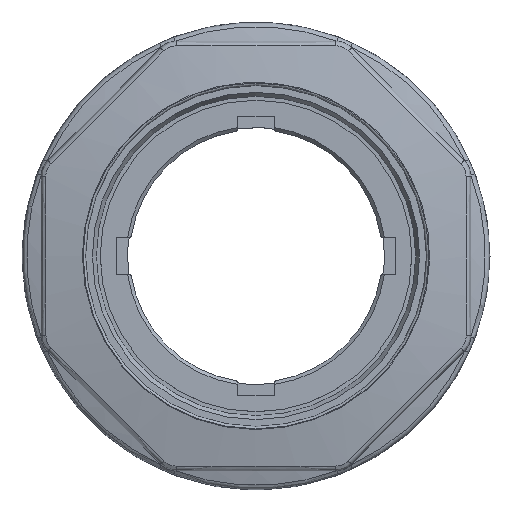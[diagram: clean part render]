
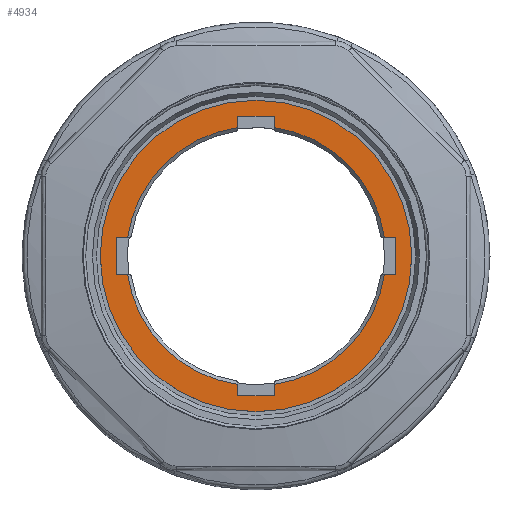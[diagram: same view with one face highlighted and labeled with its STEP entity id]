
A CAD part, top view. The second image highlights one B-rep face of the part: STEP entity #4934.
In plain terms, the highlighted planar face has unit normal (0, 0, 1).
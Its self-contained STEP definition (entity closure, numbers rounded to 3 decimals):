
#152=PLANE('',#6032);
#303=CIRCLE('',#6017,13.8);
#305=CIRCLE('',#6020,0.2);
#306=CIRCLE('',#6021,0.2);
#307=CIRCLE('',#6022,11.5);
#308=CIRCLE('',#6023,0.2);
#309=CIRCLE('',#6024,0.2);
#310=CIRCLE('',#6025,11.5);
#311=CIRCLE('',#6026,0.2);
#312=CIRCLE('',#6027,0.2);
#313=CIRCLE('',#6028,11.5);
#314=CIRCLE('',#6029,0.2);
#315=CIRCLE('',#6030,0.2);
#316=CIRCLE('',#6031,11.5);
#1072=EDGE_LOOP('',(#1830,#1831,#1832,#1833,#1834,#1835,#1836,#1837,#1838,
#1839,#1840,#1841,#1842,#1843,#1844,#1845,#1846,#1847,#1848,#1849,#1850,
#1851,#1852,#1853));
#1073=EDGE_LOOP('',(#1854));
#1830=ORIENTED_EDGE('',*,*,#3626,.F.);
#1831=ORIENTED_EDGE('',*,*,#3627,.T.);
#1832=ORIENTED_EDGE('',*,*,#3628,.F.);
#1833=ORIENTED_EDGE('',*,*,#3629,.T.);
#1834=ORIENTED_EDGE('',*,*,#3630,.F.);
#1835=ORIENTED_EDGE('',*,*,#3631,.T.);
#1836=ORIENTED_EDGE('',*,*,#3632,.F.);
#1837=ORIENTED_EDGE('',*,*,#3633,.T.);
#1838=ORIENTED_EDGE('',*,*,#3634,.F.);
#1839=ORIENTED_EDGE('',*,*,#3635,.T.);
#1840=ORIENTED_EDGE('',*,*,#3636,.F.);
#1841=ORIENTED_EDGE('',*,*,#3637,.T.);
#1842=ORIENTED_EDGE('',*,*,#3638,.F.);
#1843=ORIENTED_EDGE('',*,*,#3639,.T.);
#1844=ORIENTED_EDGE('',*,*,#3640,.F.);
#1845=ORIENTED_EDGE('',*,*,#3641,.T.);
#1846=ORIENTED_EDGE('',*,*,#3642,.F.);
#1847=ORIENTED_EDGE('',*,*,#3643,.T.);
#1848=ORIENTED_EDGE('',*,*,#3644,.F.);
#1849=ORIENTED_EDGE('',*,*,#3645,.T.);
#1850=ORIENTED_EDGE('',*,*,#3646,.F.);
#1851=ORIENTED_EDGE('',*,*,#3647,.T.);
#1852=ORIENTED_EDGE('',*,*,#3648,.F.);
#1853=ORIENTED_EDGE('',*,*,#3649,.T.);
#1854=ORIENTED_EDGE('',*,*,#3624,.F.);
#3624=EDGE_CURVE('',#5445,#5445,#303,.T.);
#3626=EDGE_CURVE('',#5447,#5448,#4527,.T.);
#3627=EDGE_CURVE('',#5447,#5449,#305,.T.);
#3628=EDGE_CURVE('',#5450,#5449,#4528,.T.);
#3629=EDGE_CURVE('',#5450,#5451,#306,.T.);
#3630=EDGE_CURVE('',#5452,#5451,#4529,.T.);
#3631=EDGE_CURVE('',#5452,#5453,#307,.T.);
#3632=EDGE_CURVE('',#5454,#5453,#4530,.T.);
#3633=EDGE_CURVE('',#5454,#5455,#308,.T.);
#3634=EDGE_CURVE('',#5456,#5455,#4531,.T.);
#3635=EDGE_CURVE('',#5456,#5457,#309,.T.);
#3636=EDGE_CURVE('',#5458,#5457,#4532,.T.);
#3637=EDGE_CURVE('',#5458,#5459,#310,.T.);
#3638=EDGE_CURVE('',#5460,#5459,#4533,.T.);
#3639=EDGE_CURVE('',#5460,#5461,#311,.T.);
#3640=EDGE_CURVE('',#5462,#5461,#4534,.T.);
#3641=EDGE_CURVE('',#5462,#5463,#312,.T.);
#3642=EDGE_CURVE('',#5464,#5463,#4535,.T.);
#3643=EDGE_CURVE('',#5464,#5465,#313,.T.);
#3644=EDGE_CURVE('',#5466,#5465,#4536,.T.);
#3645=EDGE_CURVE('',#5466,#5467,#314,.T.);
#3646=EDGE_CURVE('',#5468,#5467,#4537,.T.);
#3647=EDGE_CURVE('',#5468,#5469,#315,.T.);
#3648=EDGE_CURVE('',#5470,#5469,#4538,.T.);
#3649=EDGE_CURVE('',#5470,#5448,#316,.T.);
#4527=LINE('',#8286,#4720);
#4528=LINE('',#8291,#4721);
#4529=LINE('',#8295,#4722);
#4530=LINE('',#8299,#4723);
#4531=LINE('',#8303,#4724);
#4532=LINE('',#8307,#4725);
#4533=LINE('',#8311,#4726);
#4534=LINE('',#8315,#4727);
#4535=LINE('',#8319,#4728);
#4536=LINE('',#8323,#4729);
#4537=LINE('',#8327,#4730);
#4538=LINE('',#8331,#4731);
#4720=VECTOR('',#6687,1.);
#4721=VECTOR('',#6690,1.);
#4722=VECTOR('',#6693,1.);
#4723=VECTOR('',#6696,1.);
#4724=VECTOR('',#6699,1.);
#4725=VECTOR('',#6702,1.);
#4726=VECTOR('',#6705,1.);
#4727=VECTOR('',#6708,1.);
#4728=VECTOR('',#6711,1.);
#4729=VECTOR('',#6714,1.);
#4730=VECTOR('',#6717,1.);
#4731=VECTOR('',#6720,1.);
#4934=ADVANCED_FACE('',(#5371,#5372),#152,.T.);
#5371=FACE_BOUND('',#1072,.T.);
#5372=FACE_BOUND('',#1073,.T.);
#5445=VERTEX_POINT('',#8282);
#5447=VERTEX_POINT('',#8287);
#5448=VERTEX_POINT('',#8288);
#5449=VERTEX_POINT('',#8290);
#5450=VERTEX_POINT('',#8292);
#5451=VERTEX_POINT('',#8294);
#5452=VERTEX_POINT('',#8296);
#5453=VERTEX_POINT('',#8298);
#5454=VERTEX_POINT('',#8300);
#5455=VERTEX_POINT('',#8302);
#5456=VERTEX_POINT('',#8304);
#5457=VERTEX_POINT('',#8306);
#5458=VERTEX_POINT('',#8308);
#5459=VERTEX_POINT('',#8310);
#5460=VERTEX_POINT('',#8312);
#5461=VERTEX_POINT('',#8314);
#5462=VERTEX_POINT('',#8316);
#5463=VERTEX_POINT('',#8318);
#5464=VERTEX_POINT('',#8320);
#5465=VERTEX_POINT('',#8322);
#5466=VERTEX_POINT('',#8324);
#5467=VERTEX_POINT('',#8326);
#5468=VERTEX_POINT('',#8328);
#5469=VERTEX_POINT('',#8330);
#5470=VERTEX_POINT('',#8332);
#6017=AXIS2_PLACEMENT_3D('',#8281,#6681,#6682);
#6020=AXIS2_PLACEMENT_3D('',#8289,#6688,#6689);
#6021=AXIS2_PLACEMENT_3D('',#8293,#6691,#6692);
#6022=AXIS2_PLACEMENT_3D('',#8297,#6694,#6695);
#6023=AXIS2_PLACEMENT_3D('',#8301,#6697,#6698);
#6024=AXIS2_PLACEMENT_3D('',#8305,#6700,#6701);
#6025=AXIS2_PLACEMENT_3D('',#8309,#6703,#6704);
#6026=AXIS2_PLACEMENT_3D('',#8313,#6706,#6707);
#6027=AXIS2_PLACEMENT_3D('',#8317,#6709,#6710);
#6028=AXIS2_PLACEMENT_3D('',#8321,#6712,#6713);
#6029=AXIS2_PLACEMENT_3D('',#8325,#6715,#6716);
#6030=AXIS2_PLACEMENT_3D('',#8329,#6718,#6719);
#6031=AXIS2_PLACEMENT_3D('',#8333,#6721,#6722);
#6032=AXIS2_PLACEMENT_3D('',#8334,#6723,#6724);
#6681=DIRECTION('',(0.,0.,-1.));
#6682=DIRECTION('',(1.,0.,0.));
#6687=DIRECTION('',(0.,1.,0.));
#6688=DIRECTION('',(0.,0.,-1.));
#6689=DIRECTION('',(-1.,0.,0.));
#6690=DIRECTION('',(1.,0.,0.));
#6691=DIRECTION('',(0.,0.,-1.));
#6692=DIRECTION('',(-1.,0.,0.));
#6693=DIRECTION('',(0.,-1.,0.));
#6694=DIRECTION('',(0.,0.,-1.));
#6695=DIRECTION('',(-1.,0.,0.));
#6696=DIRECTION('',(1.,0.,0.));
#6697=DIRECTION('',(0.,0.,-1.));
#6698=DIRECTION('',(-1.,0.,0.));
#6699=DIRECTION('',(0.,-1.,0.));
#6700=DIRECTION('',(0.,0.,-1.));
#6701=DIRECTION('',(-1.,0.,0.));
#6702=DIRECTION('',(-1.,0.,0.));
#6703=DIRECTION('',(0.,0.,-1.));
#6704=DIRECTION('',(-1.,0.,0.));
#6705=DIRECTION('',(0.,-1.,0.));
#6706=DIRECTION('',(0.,0.,-1.));
#6707=DIRECTION('',(-1.,0.,0.));
#6708=DIRECTION('',(-1.,0.,0.));
#6709=DIRECTION('',(0.,0.,-1.));
#6710=DIRECTION('',(-1.,0.,0.));
#6711=DIRECTION('',(0.,1.,0.));
#6712=DIRECTION('',(0.,0.,-1.));
#6713=DIRECTION('',(-1.,0.,0.));
#6714=DIRECTION('',(-1.,0.,0.));
#6715=DIRECTION('',(0.,0.,-1.));
#6716=DIRECTION('',(-1.,0.,0.));
#6717=DIRECTION('',(0.,1.,0.));
#6718=DIRECTION('',(0.,0.,-1.));
#6719=DIRECTION('',(-1.,0.,0.));
#6720=DIRECTION('',(1.,0.,0.));
#6721=DIRECTION('',(0.,0.,-1.));
#6722=DIRECTION('',(-1.,0.,0.));
#6723=DIRECTION('',(0.,0.,1.));
#6724=DIRECTION('',(-1.,0.,0.));
#8281=CARTESIAN_POINT('',(9.6,0.,0.45));
#8282=CARTESIAN_POINT('',(23.4,0.,0.45));
#8286=CARTESIAN_POINT('',(11.25,-12.4,0.45));
#8287=CARTESIAN_POINT('',(11.25,-12.2,0.45));
#8288=CARTESIAN_POINT('',(11.25,-11.381,0.45));
#8289=CARTESIAN_POINT('',(11.05,-12.2,0.45));
#8290=CARTESIAN_POINT('',(11.05,-12.4,0.45));
#8291=CARTESIAN_POINT('',(7.95,-12.4,0.45));
#8292=CARTESIAN_POINT('',(8.15,-12.4,0.45));
#8293=CARTESIAN_POINT('',(8.15,-12.2,0.45));
#8294=CARTESIAN_POINT('',(7.95,-12.2,0.45));
#8295=CARTESIAN_POINT('',(7.95,-5.,0.45));
#8296=CARTESIAN_POINT('',(7.95,-11.381,0.45));
#8297=CARTESIAN_POINT('',(9.6,0.,0.45));
#8298=CARTESIAN_POINT('',(-1.781,-1.65,0.45));
#8299=CARTESIAN_POINT('',(-2.8,-1.65,0.45));
#8300=CARTESIAN_POINT('',(-2.6,-1.65,0.45));
#8301=CARTESIAN_POINT('',(-2.6,-1.45,0.45));
#8302=CARTESIAN_POINT('',(-2.8,-1.45,0.45));
#8303=CARTESIAN_POINT('',(-2.8,1.65,0.45));
#8304=CARTESIAN_POINT('',(-2.8,1.45,0.45));
#8305=CARTESIAN_POINT('',(-2.6,1.45,0.45));
#8306=CARTESIAN_POINT('',(-2.6,1.65,0.45));
#8307=CARTESIAN_POINT('',(4.6,1.65,0.45));
#8308=CARTESIAN_POINT('',(-1.781,1.65,0.45));
#8309=CARTESIAN_POINT('',(9.6,0.,0.45));
#8310=CARTESIAN_POINT('',(7.95,11.381,0.45));
#8311=CARTESIAN_POINT('',(7.95,12.4,0.45));
#8312=CARTESIAN_POINT('',(7.95,12.2,0.45));
#8313=CARTESIAN_POINT('',(8.15,12.2,0.45));
#8314=CARTESIAN_POINT('',(8.15,12.4,0.45));
#8315=CARTESIAN_POINT('',(11.25,12.4,0.45));
#8316=CARTESIAN_POINT('',(11.05,12.4,0.45));
#8317=CARTESIAN_POINT('',(11.05,12.2,0.45));
#8318=CARTESIAN_POINT('',(11.25,12.2,0.45));
#8319=CARTESIAN_POINT('',(11.25,5.,0.45));
#8320=CARTESIAN_POINT('',(11.25,11.381,0.45));
#8321=CARTESIAN_POINT('',(9.6,0.,0.45));
#8322=CARTESIAN_POINT('',(20.981,1.65,0.45));
#8323=CARTESIAN_POINT('',(22.,1.65,0.45));
#8324=CARTESIAN_POINT('',(21.8,1.65,0.45));
#8325=CARTESIAN_POINT('',(21.8,1.45,0.45));
#8326=CARTESIAN_POINT('',(22.,1.45,0.45));
#8327=CARTESIAN_POINT('',(22.,-1.65,0.45));
#8328=CARTESIAN_POINT('',(22.,-1.45,0.45));
#8329=CARTESIAN_POINT('',(21.8,-1.45,0.45));
#8330=CARTESIAN_POINT('',(21.8,-1.65,0.45));
#8331=CARTESIAN_POINT('',(14.6,-1.65,0.45));
#8332=CARTESIAN_POINT('',(20.981,-1.65,0.45));
#8333=CARTESIAN_POINT('',(9.6,0.,0.45));
#8334=CARTESIAN_POINT('',(9.6,-13.8,0.45));
